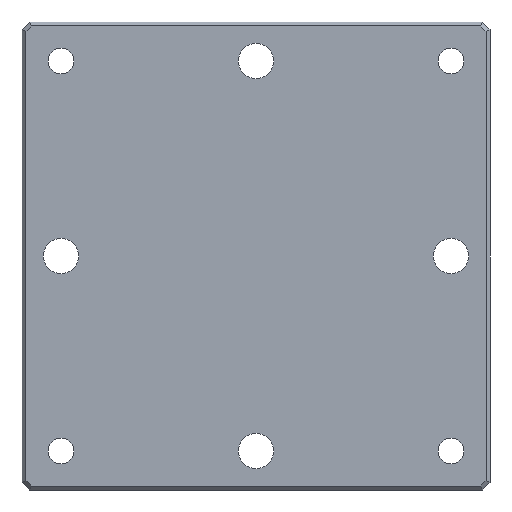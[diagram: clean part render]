
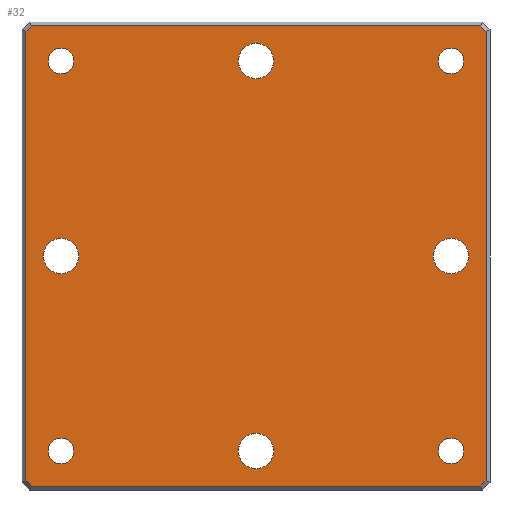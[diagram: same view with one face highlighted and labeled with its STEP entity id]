
A CAD part, front view. The second image highlights one B-rep face of the part: STEP entity #32.
In plain terms, the highlighted planar face has unit normal (0, -1, 0).
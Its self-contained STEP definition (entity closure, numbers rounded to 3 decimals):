
#25 = CARTESIAN_POINT ( 'NONE',  ( 25., 0., 0. ) ) ;
#32 = ADVANCED_FACE ( 'NONE', ( #251, #911, #740, #928, #1209, #233, #835, #906, #1010 ), #1223, .F. ) ;
#45 = CARTESIAN_POINT ( 'NONE',  ( 25., 0., 2.25 ) ) ;
#56 = CIRCLE ( 'NONE', #1118, 2.25 ) ;
#90 = ORIENTED_EDGE ( 'NONE', *, *, #438, .T. ) ;
#93 = AXIS2_PLACEMENT_3D ( 'NONE', #343, #1126, #814 ) ;
#107 = CARTESIAN_POINT ( 'NONE',  ( -29.5, 0., -28.793 ) ) ;
#123 = ORIENTED_EDGE ( 'NONE', *, *, #968, .T. ) ;
#125 = DIRECTION ( 'NONE',  ( 0.707, 0., 0.707 ) ) ;
#131 = VERTEX_POINT ( 'NONE', #549 ) ;
#138 = VECTOR ( 'NONE', #764, 1000. ) ;
#139 = CARTESIAN_POINT ( 'NONE',  ( 28.793, 0., 29.5 ) ) ;
#140 = AXIS2_PLACEMENT_3D ( 'NONE', #495, #1139, #376 ) ;
#147 = ORIENTED_EDGE ( 'NONE', *, *, #329, .T. ) ;
#148 = DIRECTION ( 'NONE',  ( 0.707, 0., -0.707 ) ) ;
#149 = VERTEX_POINT ( 'NONE', #1135 ) ;
#164 = EDGE_CURVE ( 'NONE', #291, #1215, #651, .T. ) ;
#189 = EDGE_CURVE ( 'NONE', #131, #131, #927, .T. ) ;
#200 = EDGE_CURVE ( 'NONE', #231, #231, #516, .T. ) ;
#204 = ORIENTED_EDGE ( 'NONE', *, *, #1083, .T. ) ;
#207 = LINE ( 'NONE', #903, #1015 ) ;
#231 = VERTEX_POINT ( 'NONE', #45 ) ;
#233 = FACE_BOUND ( 'NONE', #665, .T. ) ;
#244 = ORIENTED_EDGE ( 'NONE', *, *, #1203, .T. ) ;
#251 = FACE_BOUND ( 'NONE', #1204, .T. ) ;
#265 = CARTESIAN_POINT ( 'NONE',  ( -25., 0., 0. ) ) ;
#270 = DIRECTION ( 'NONE',  ( 0., 0., 1. ) ) ;
#273 = CARTESIAN_POINT ( 'NONE',  ( 25., 0., -25. ) ) ;
#276 = CARTESIAN_POINT ( 'NONE',  ( -25., 0., 2.25 ) ) ;
#281 = DIRECTION ( 'NONE',  ( 0., 0., 1. ) ) ;
#284 = CIRCLE ( 'NONE', #1093, 1.65 ) ;
#286 = DIRECTION ( 'NONE',  ( 0., 0., -1. ) ) ;
#291 = VERTEX_POINT ( 'NONE', #139 ) ;
#298 = VECTOR ( 'NONE', #148, 1000. ) ;
#314 = CIRCLE ( 'NONE', #1038, 2.25 ) ;
#329 = EDGE_CURVE ( 'NONE', #428, #428, #959, .T. ) ;
#338 = EDGE_LOOP ( 'NONE', ( #885 ) ) ;
#339 = VERTEX_POINT ( 'NONE', #1122 ) ;
#343 = CARTESIAN_POINT ( 'NONE',  ( 0., 0., 0. ) ) ;
#354 = VERTEX_POINT ( 'NONE', #276 ) ;
#370 = DIRECTION ( 'NONE',  ( 0., 1., 0. ) ) ;
#376 = DIRECTION ( 'NONE',  ( 0., 0., 1. ) ) ;
#387 = EDGE_LOOP ( 'NONE', ( #393 ) ) ;
#393 = ORIENTED_EDGE ( 'NONE', *, *, #1098, .T. ) ;
#395 = CARTESIAN_POINT ( 'NONE',  ( 0., 0., -25. ) ) ;
#397 = VECTOR ( 'NONE', #281, 1000. ) ;
#403 = CARTESIAN_POINT ( 'NONE',  ( -29.5, 0., 0. ) ) ;
#412 = CARTESIAN_POINT ( 'NONE',  ( -28.793, 0., 29.5 ) ) ;
#413 = CARTESIAN_POINT ( 'NONE',  ( -25., 0., 25. ) ) ;
#423 = CARTESIAN_POINT ( 'NONE',  ( 0., 0., 29.5 ) ) ;
#428 = VERTEX_POINT ( 'NONE', #526 ) ;
#433 = VERTEX_POINT ( 'NONE', #107 ) ;
#438 = EDGE_CURVE ( 'NONE', #735, #735, #56, .T. ) ;
#452 = DIRECTION ( 'NONE',  ( 1., 0., 0. ) ) ;
#460 = CARTESIAN_POINT ( 'NONE',  ( -25., 0., -25. ) ) ;
#466 = CIRCLE ( 'NONE', #591, 1.65 ) ;
#476 = CARTESIAN_POINT ( 'NONE',  ( 29.646, 0., -28.646 ) ) ;
#495 = CARTESIAN_POINT ( 'NONE',  ( 0., 0., 25. ) ) ;
#506 = VERTEX_POINT ( 'NONE', #1088 ) ;
#513 = ORIENTED_EDGE ( 'NONE', *, *, #875, .T. ) ;
#516 = CIRCLE ( 'NONE', #1033, 2.25 ) ;
#522 = DIRECTION ( 'NONE',  ( 0., 0., 1. ) ) ;
#526 = CARTESIAN_POINT ( 'NONE',  ( 0., 0., 27.25 ) ) ;
#542 = CARTESIAN_POINT ( 'NONE',  ( 0., 0., -29.5 ) ) ;
#549 = CARTESIAN_POINT ( 'NONE',  ( -25., 0., 26.65 ) ) ;
#586 = CARTESIAN_POINT ( 'NONE',  ( -29.646, 0., 28.646 ) ) ;
#591 = AXIS2_PLACEMENT_3D ( 'NONE', #273, #676, #770 ) ;
#601 = DIRECTION ( 'NONE',  ( -0.707, 0., 0.707 ) ) ;
#617 = VERTEX_POINT ( 'NONE', #1205 ) ;
#622 = EDGE_LOOP ( 'NONE', ( #147 ) ) ;
#645 = CARTESIAN_POINT ( 'NONE',  ( 29.5, 0., -28.793 ) ) ;
#651 = LINE ( 'NONE', #423, #1259 ) ;
#662 = LINE ( 'NONE', #403, #1195 ) ;
#664 = LINE ( 'NONE', #1057, #397 ) ;
#665 = EDGE_LOOP ( 'NONE', ( #845 ) ) ;
#666 = CARTESIAN_POINT ( 'NONE',  ( 25., 0., 26.65 ) ) ;
#669 = DIRECTION ( 'NONE',  ( 0., 1., 0. ) ) ;
#676 = DIRECTION ( 'NONE',  ( 0., 1., 0. ) ) ;
#677 = ORIENTED_EDGE ( 'NONE', *, *, #771, .T. ) ;
#707 = AXIS2_PLACEMENT_3D ( 'NONE', #873, #669, #1258 ) ;
#715 = ORIENTED_EDGE ( 'NONE', *, *, #164, .T. ) ;
#735 = VERTEX_POINT ( 'NONE', #1129 ) ;
#739 = CARTESIAN_POINT ( 'NONE',  ( -28.793, 0., -29.5 ) ) ;
#740 = FACE_BOUND ( 'NONE', #622, .T. ) ;
#753 = DIRECTION ( 'NONE',  ( 0., 1., 0. ) ) ;
#764 = DIRECTION ( 'NONE',  ( -0.707, 0., -0.707 ) ) ;
#770 = DIRECTION ( 'NONE',  ( 0., 0., 1. ) ) ;
#771 = EDGE_CURVE ( 'NONE', #433, #990, #829, .T. ) ;
#773 = VERTEX_POINT ( 'NONE', #666 ) ;
#792 = EDGE_CURVE ( 'NONE', #1215, #506, #1232, .T. ) ;
#800 = LINE ( 'NONE', #476, #1075 ) ;
#802 = EDGE_CURVE ( 'NONE', #339, #339, #466, .T. ) ;
#808 = ORIENTED_EDGE ( 'NONE', *, *, #976, .T. ) ;
#813 = VECTOR ( 'NONE', #452, 1000. ) ;
#814 = DIRECTION ( 'NONE',  ( 0., 0., 1. ) ) ;
#819 = DIRECTION ( 'NONE',  ( 0., 0., 1. ) ) ;
#825 = DIRECTION ( 'NONE',  ( 0., 1., 0. ) ) ;
#829 = LINE ( 'NONE', #1217, #298 ) ;
#835 = FACE_BOUND ( 'NONE', #387, .T. ) ;
#838 = ORIENTED_EDGE ( 'NONE', *, *, #1180, .T. ) ;
#840 = DIRECTION ( 'NONE',  ( 0., 1., 0. ) ) ;
#845 = ORIENTED_EDGE ( 'NONE', *, *, #802, .T. ) ;
#847 = VERTEX_POINT ( 'NONE', #1241 ) ;
#850 = ORIENTED_EDGE ( 'NONE', *, *, #200, .T. ) ;
#873 = CARTESIAN_POINT ( 'NONE',  ( 25., 0., 25. ) ) ;
#875 = EDGE_CURVE ( 'NONE', #1240, #617, #664, .T. ) ;
#885 = ORIENTED_EDGE ( 'NONE', *, *, #189, .T. ) ;
#899 = EDGE_LOOP ( 'NONE', ( #996 ) ) ;
#903 = CARTESIAN_POINT ( 'NONE',  ( 28.646, 0., 29.646 ) ) ;
#906 = FACE_BOUND ( 'NONE', #338, .T. ) ;
#911 = FACE_BOUND ( 'NONE', #899, .T. ) ;
#927 = CIRCLE ( 'NONE', #1089, 1.65 ) ;
#928 = FACE_BOUND ( 'NONE', #1077, .T. ) ;
#932 = DIRECTION ( 'NONE',  ( 0., 0., 1. ) ) ;
#954 = DIRECTION ( 'NONE',  ( 0., 1., 0. ) ) ;
#959 = CIRCLE ( 'NONE', #140, 2.25 ) ;
#968 = EDGE_CURVE ( 'NONE', #990, #149, #1125, .T. ) ;
#976 = EDGE_CURVE ( 'NONE', #847, #847, #284, .T. ) ;
#990 = VERTEX_POINT ( 'NONE', #739 ) ;
#996 = ORIENTED_EDGE ( 'NONE', *, *, #1011, .T. ) ;
#1010 = FACE_OUTER_BOUND ( 'NONE', #1137, .T. ) ;
#1011 = EDGE_CURVE ( 'NONE', #354, #354, #314, .T. ) ;
#1015 = VECTOR ( 'NONE', #601, 1000. ) ;
#1016 = DIRECTION ( 'NONE',  ( -1., 0., 0. ) ) ;
#1033 = AXIS2_PLACEMENT_3D ( 'NONE', #25, #840, #819 ) ;
#1038 = AXIS2_PLACEMENT_3D ( 'NONE', #265, #954, #1235 ) ;
#1057 = CARTESIAN_POINT ( 'NONE',  ( 29.5, 0., 0. ) ) ;
#1075 = VECTOR ( 'NONE', #125, 1000. ) ;
#1077 = EDGE_LOOP ( 'NONE', ( #850 ) ) ;
#1083 = EDGE_CURVE ( 'NONE', #506, #433, #662, .T. ) ;
#1088 = CARTESIAN_POINT ( 'NONE',  ( -29.5, 0., 28.793 ) ) ;
#1089 = AXIS2_PLACEMENT_3D ( 'NONE', #413, #825, #522 ) ;
#1093 = AXIS2_PLACEMENT_3D ( 'NONE', #460, #753, #932 ) ;
#1098 = EDGE_CURVE ( 'NONE', #773, #773, #1264, .T. ) ;
#1118 = AXIS2_PLACEMENT_3D ( 'NONE', #395, #370, #270 ) ;
#1122 = CARTESIAN_POINT ( 'NONE',  ( 25., 0., -23.35 ) ) ;
#1125 = LINE ( 'NONE', #542, #813 ) ;
#1126 = DIRECTION ( 'NONE',  ( 0., 1., 0. ) ) ;
#1129 = CARTESIAN_POINT ( 'NONE',  ( 0., 0., -22.75 ) ) ;
#1135 = CARTESIAN_POINT ( 'NONE',  ( 28.793, 0., -29.5 ) ) ;
#1137 = EDGE_LOOP ( 'NONE', ( #204, #677, #123, #838, #513, #244, #715, #1233 ) ) ;
#1139 = DIRECTION ( 'NONE',  ( 0., 1., 0. ) ) ;
#1161 = EDGE_LOOP ( 'NONE', ( #808 ) ) ;
#1180 = EDGE_CURVE ( 'NONE', #149, #1240, #800, .T. ) ;
#1195 = VECTOR ( 'NONE', #286, 1000. ) ;
#1203 = EDGE_CURVE ( 'NONE', #617, #291, #207, .T. ) ;
#1204 = EDGE_LOOP ( 'NONE', ( #90 ) ) ;
#1205 = CARTESIAN_POINT ( 'NONE',  ( 29.5, 0., 28.793 ) ) ;
#1209 = FACE_BOUND ( 'NONE', #1161, .T. ) ;
#1215 = VERTEX_POINT ( 'NONE', #412 ) ;
#1217 = CARTESIAN_POINT ( 'NONE',  ( -28.646, 0., -29.646 ) ) ;
#1223 = PLANE ( 'NONE',  #93 ) ;
#1232 = LINE ( 'NONE', #586, #138 ) ;
#1233 = ORIENTED_EDGE ( 'NONE', *, *, #792, .T. ) ;
#1235 = DIRECTION ( 'NONE',  ( 0., 0., 1. ) ) ;
#1240 = VERTEX_POINT ( 'NONE', #645 ) ;
#1241 = CARTESIAN_POINT ( 'NONE',  ( -25., 0., -23.35 ) ) ;
#1258 = DIRECTION ( 'NONE',  ( 0., 0., 1. ) ) ;
#1259 = VECTOR ( 'NONE', #1016, 1000. ) ;
#1264 = CIRCLE ( 'NONE', #707, 1.65 ) ;
